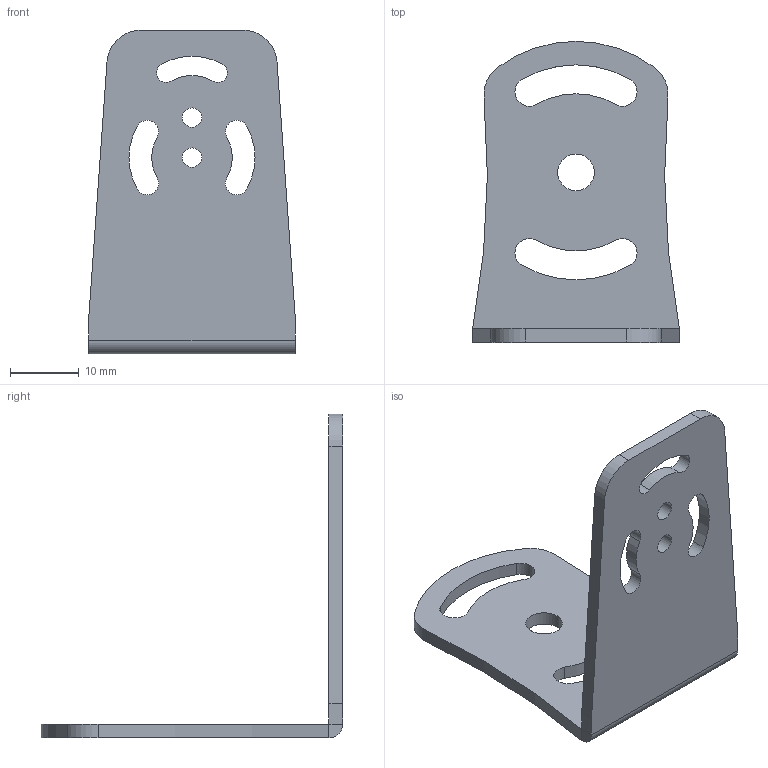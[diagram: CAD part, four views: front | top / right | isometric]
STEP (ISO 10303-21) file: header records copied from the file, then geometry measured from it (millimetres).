
FILE_DESCRIPTION((''),'2;1');
FILE_NAME('210258_ASM','2020-03-13T12:36:30',('PDMAdmin'),('BANNER ENGINEERING'),'CREO PARAMETRIC BY PTC INC, 2019292','CREO PARAMETRIC BY PTC INC, 2019292','');
FILE_SCHEMA(('CONFIG_CONTROL_DESIGN'));
Length unit declared in the file: millimetre
Products named in the file (2): 208939; 210258_ASM
Assembly tree (1 placements, depth 2):
  210258_ASM
    208939
Bounding box: 30 x 43.7 x 47 mm (x, y, z)
Volume: 4106.5 mm3; surface area: 4925.3 mm2
Topology: 1 solids, 1 shells, 45 faces, 121 edges, 78 vertices
Faces by surface type: cylinder 34, plane 11
Entity records: 1538 total; most frequent: DIRECTION 285, CARTESIAN_POINT 247, ORIENTED_EDGE 242, EDGE_CURVE 121, AXIS2_PLACEMENT_3D 116, VERTEX_POINT 78, CIRCLE 68, EDGE_LOOP 61
